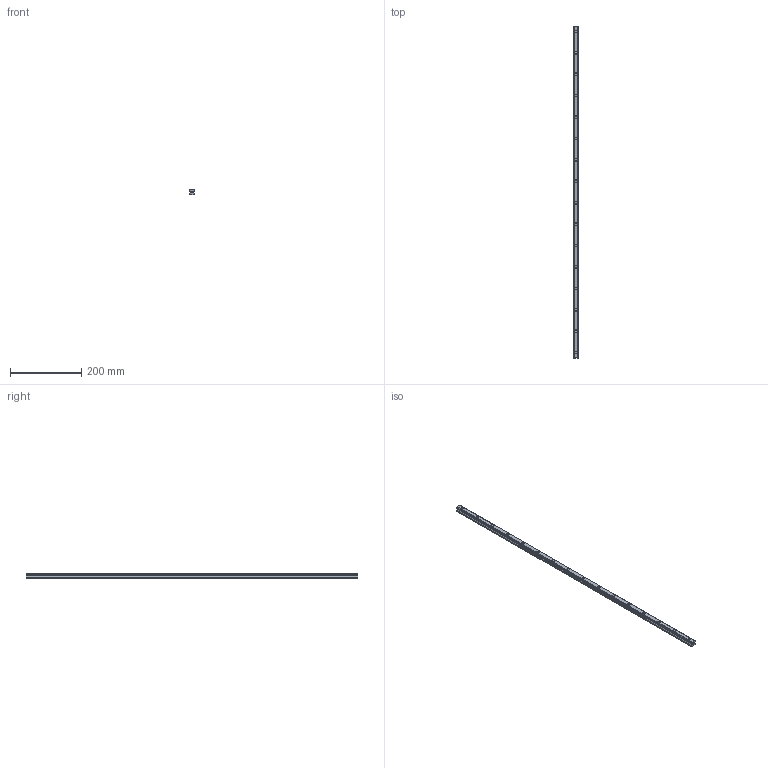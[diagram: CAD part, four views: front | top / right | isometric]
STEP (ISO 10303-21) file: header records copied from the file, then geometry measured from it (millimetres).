
FILE_DESCRIPTION(('STEP AP214'),'1');
FILE_NAME('cctmp_5BEAC930-7E41-4C51-8EC9-4FDD61504C96_2020_5_5_15_2_45_409..stp','2020-05-05T13:02:45',('HIWIN GmbH'),('CADClick - www.CADClick.com'),'Spatial InterOp 3D',' ','unknown authorization');
FILE_SCHEMA(('AUTOMOTIVE_DESIGN'));
Length unit declared in the file: millimetre
Products named in the file (1): HGR15R930H_FILE
Bounding box: 15 x 930 x 15 mm (x, y, z)
Volume: 170687.8 mm3; surface area: 62327.6 mm2
Topology: 1 solids, 1 shells, 259 faces, 615 edges, 410 vertices
Faces by surface type: plane 137, cylinder 122
Entity records: 9649 total; most frequent: DIRECTION 1379, CARTESIAN_POINT 1285, ORIENTED_EDGE 1230, EDGE_CURVE 615, AXIS2_PLACEMENT_3D 504, VERTEX_POINT 410, LINE 371, VECTOR 371
